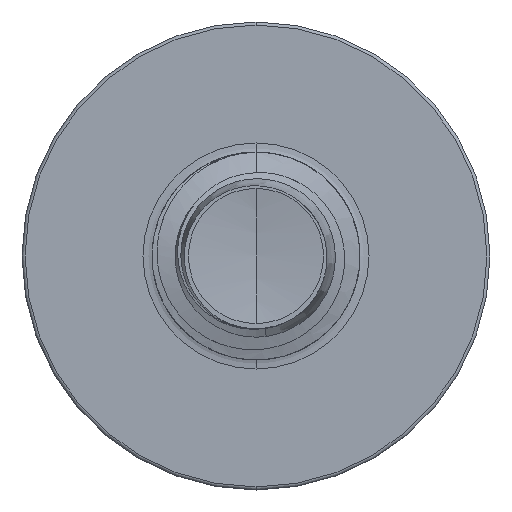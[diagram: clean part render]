
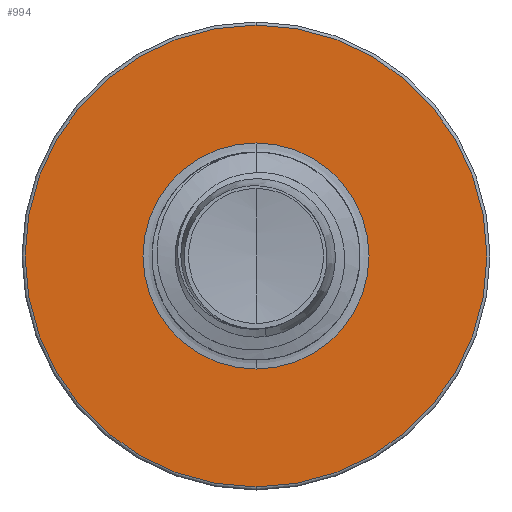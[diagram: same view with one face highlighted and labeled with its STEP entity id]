
A CAD part, front view. The second image highlights one B-rep face of the part: STEP entity #994.
In plain terms, the highlighted planar face has unit normal (0, -1, 0).
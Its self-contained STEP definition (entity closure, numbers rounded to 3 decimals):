
#11 = CIRCLE ( 'NONE', #17888, 2.174 ) ;
#29 = ORIENTED_EDGE ( 'NONE', *, *, #19307, .T. ) ;
#994 = ADVANCED_FACE ( 'NONE', ( #19139, #4109 ), #14179, .F. ) ;
#1630 = EDGE_CURVE ( 'NONE', #19016, #13304, #12839, .T. ) ;
#2722 = ORIENTED_EDGE ( 'NONE', *, *, #1630, .F. ) ;
#4109 = FACE_BOUND ( 'NONE', #10150, .T. ) ;
#4121 = CARTESIAN_POINT ( 'NONE',  ( 0., 10., 0. ) ) ;
#4994 = DIRECTION ( 'NONE',  ( 0., 1., 0. ) ) ;
#6001 = DIRECTION ( 'NONE',  ( 0., 0., 1. ) ) ;
#6007 = DIRECTION ( 'NONE',  ( 0., 1., 0. ) ) ;
#7226 = DIRECTION ( 'NONE',  ( 0., 1., 0. ) ) ;
#8861 = CARTESIAN_POINT ( 'NONE',  ( 0., 10., 2.174 ) ) ;
#10150 = EDGE_LOOP ( 'NONE', ( #21910, #29 ) ) ;
#10289 = CARTESIAN_POINT ( 'NONE',  ( 0., 10., 0. ) ) ;
#11083 = AXIS2_PLACEMENT_3D ( 'NONE', #15984, #4994, #21746 ) ;
#12153 = DIRECTION ( 'NONE',  ( 0., 0., 1. ) ) ;
#12839 = CIRCLE ( 'NONE', #22576, 4.44 ) ;
#13304 = VERTEX_POINT ( 'NONE', #22262 ) ;
#14179 = PLANE ( 'NONE',  #11083 ) ;
#15984 = CARTESIAN_POINT ( 'NONE',  ( 0., 10., -2.174 ) ) ;
#16665 = CARTESIAN_POINT ( 'NONE',  ( 0., 10., 4.44 ) ) ;
#17250 = DIRECTION ( 'NONE',  ( 0., 1., 0. ) ) ;
#17257 = CARTESIAN_POINT ( 'NONE',  ( 0., 10., 0. ) ) ;
#17549 = EDGE_CURVE ( 'NONE', #20286, #20605, #11, .T. ) ;
#17888 = AXIS2_PLACEMENT_3D ( 'NONE', #17257, #6007, #19197 ) ;
#18373 = EDGE_LOOP ( 'NONE', ( #2722, #19911 ) ) ;
#18420 = CIRCLE ( 'NONE', #22017, 4.44 ) ;
#18530 = CARTESIAN_POINT ( 'NONE',  ( 0., 10., 0. ) ) ;
#18771 = CIRCLE ( 'NONE', #23328, 2.174 ) ;
#19016 = VERTEX_POINT ( 'NONE', #16665 ) ;
#19139 = FACE_OUTER_BOUND ( 'NONE', #18373, .T. ) ;
#19197 = DIRECTION ( 'NONE',  ( 0., 0., 1. ) ) ;
#19307 = EDGE_CURVE ( 'NONE', #20605, #20286, #18771, .T. ) ;
#19753 = CARTESIAN_POINT ( 'NONE',  ( 0., 10., -2.174 ) ) ;
#19911 = ORIENTED_EDGE ( 'NONE', *, *, #23441, .F. ) ;
#20286 = VERTEX_POINT ( 'NONE', #8861 ) ;
#20450 = DIRECTION ( 'NONE',  ( 0., 0., 1. ) ) ;
#20605 = VERTEX_POINT ( 'NONE', #19753 ) ;
#21746 = DIRECTION ( 'NONE',  ( 0., 0., 1. ) ) ;
#21910 = ORIENTED_EDGE ( 'NONE', *, *, #17549, .T. ) ;
#22017 = AXIS2_PLACEMENT_3D ( 'NONE', #18530, #7226, #20450 ) ;
#22262 = CARTESIAN_POINT ( 'NONE',  ( 0., 10., -4.44 ) ) ;
#22576 = AXIS2_PLACEMENT_3D ( 'NONE', #10289, #23561, #12153 ) ;
#23328 = AXIS2_PLACEMENT_3D ( 'NONE', #4121, #17250, #6001 ) ;
#23441 = EDGE_CURVE ( 'NONE', #13304, #19016, #18420, .T. ) ;
#23561 = DIRECTION ( 'NONE',  ( 0., 1., 0. ) ) ;
